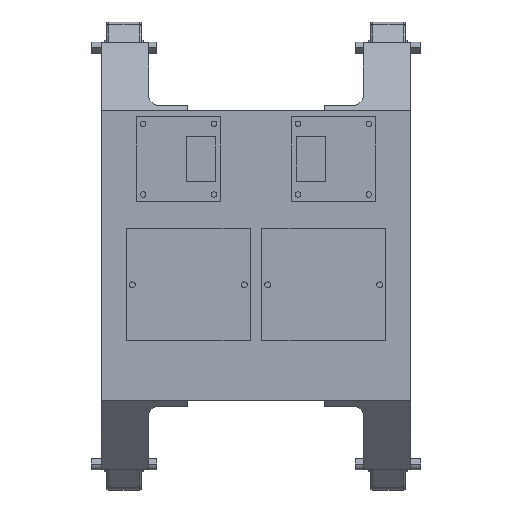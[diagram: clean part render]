
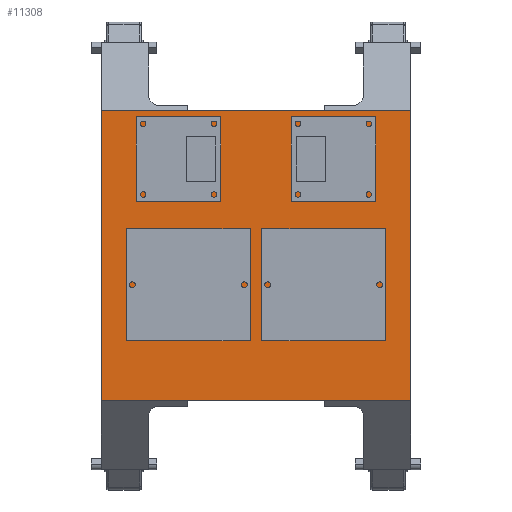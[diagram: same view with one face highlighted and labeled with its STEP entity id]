
A CAD part, top view. The second image highlights one B-rep face of the part: STEP entity #11308.
In plain terms, the highlighted planar face has unit normal (0, 0, 1).
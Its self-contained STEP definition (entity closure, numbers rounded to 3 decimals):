
#1098=PLANE('',#12233);
#1509=FACE_OUTER_BOUND('',#2170,.T.);
#2170=EDGE_LOOP('',(#8280,#8281,#8282,#8283));
#3044=LINE('',#16640,#4038);
#3047=LINE('',#16646,#4041);
#3050=LINE('',#16652,#4044);
#3053=LINE('',#16656,#4047);
#4038=VECTOR('',#13565,10.);
#4041=VECTOR('',#13570,10.);
#4044=VECTOR('',#13575,10.);
#4047=VECTOR('',#13580,10.);
#5374=VERTEX_POINT('',#16637);
#5375=VERTEX_POINT('',#16639);
#5377=VERTEX_POINT('',#16645);
#5379=VERTEX_POINT('',#16651);
#6470=EDGE_CURVE('',#5375,#5374,#3044,.T.);
#6473=EDGE_CURVE('',#5377,#5375,#3047,.T.);
#6476=EDGE_CURVE('',#5379,#5377,#3050,.T.);
#6479=EDGE_CURVE('',#5374,#5379,#3053,.T.);
#8280=ORIENTED_EDGE('',*,*,#6479,.T.);
#8281=ORIENTED_EDGE('',*,*,#6476,.T.);
#8282=ORIENTED_EDGE('',*,*,#6473,.T.);
#8283=ORIENTED_EDGE('',*,*,#6470,.T.);
#11308=ADVANCED_FACE('',(#1509),#1098,.T.);
#12233=AXIS2_PLACEMENT_3D('',#16657,#13581,#13582);
#13565=DIRECTION('',(0.,-1.,0.));
#13570=DIRECTION('',(-1.,0.,0.));
#13575=DIRECTION('',(0.,1.,0.));
#13580=DIRECTION('',(1.,0.,0.));
#13581=DIRECTION('center_axis',(0.,0.,1.));
#13582=DIRECTION('ref_axis',(1.,0.,0.));
#16637=CARTESIAN_POINT('',(-80.,-75.,3.));
#16639=CARTESIAN_POINT('',(-80.,75.,3.));
#16640=CARTESIAN_POINT('',(-80.,-75.,3.));
#16645=CARTESIAN_POINT('',(80.,75.,3.));
#16646=CARTESIAN_POINT('',(-80.,75.,3.));
#16651=CARTESIAN_POINT('',(80.,-75.,3.));
#16652=CARTESIAN_POINT('',(80.,75.,3.));
#16656=CARTESIAN_POINT('',(80.,-75.,3.));
#16657=CARTESIAN_POINT('Origin',(0.,0.,3.));
